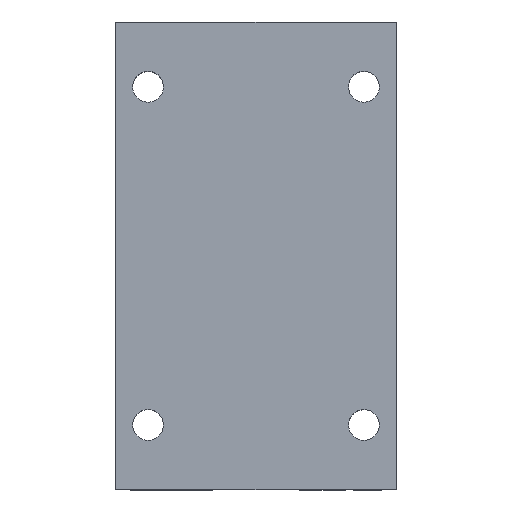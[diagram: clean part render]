
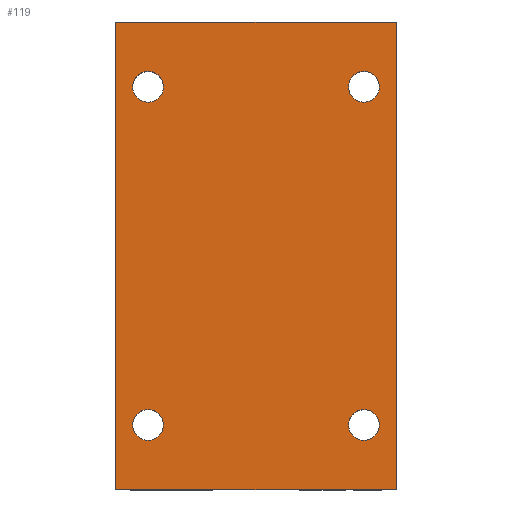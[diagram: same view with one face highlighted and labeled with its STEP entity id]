
A CAD part, top view. The second image highlights one B-rep face of the part: STEP entity #119.
In plain terms, the highlighted planar face has unit normal (0, 0, 1).
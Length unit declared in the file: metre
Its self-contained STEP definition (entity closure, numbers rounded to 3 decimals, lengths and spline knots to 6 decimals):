
#119 = ADVANCED_FACE( '', ( #280, #281, #282, #283, #284 ), #285, .T. );
#280 = FACE_BOUND( '', #495, .T. );
#281 = FACE_BOUND( '', #496, .T. );
#282 = FACE_OUTER_BOUND( '', #497, .T. );
#283 = FACE_BOUND( '', #498, .T. );
#284 = FACE_BOUND( '', #499, .T. );
#285 = PLANE( '', #500 );
#495 = EDGE_LOOP( '', ( #815 ) );
#496 = EDGE_LOOP( '', ( #816 ) );
#497 = EDGE_LOOP( '', ( #817, #818, #819, #820 ) );
#498 = EDGE_LOOP( '', ( #821 ) );
#499 = EDGE_LOOP( '', ( #822 ) );
#500 = AXIS2_PLACEMENT_3D( '', #823, #824, #825 );
#815 = ORIENTED_EDGE( '', *, *, #1320, .T. );
#816 = ORIENTED_EDGE( '', *, *, #1321, .T. );
#817 = ORIENTED_EDGE( '', *, *, #1322, .F. );
#818 = ORIENTED_EDGE( '', *, *, #1323, .F. );
#819 = ORIENTED_EDGE( '', *, *, #1242, .T. );
#820 = ORIENTED_EDGE( '', *, *, #1263, .T. );
#821 = ORIENTED_EDGE( '', *, *, #1324, .T. );
#822 = ORIENTED_EDGE( '', *, *, #1302, .T. );
#823 = CARTESIAN_POINT( '', ( -0.039, -0.065, 0.04 ) );
#824 = DIRECTION( '', ( 0., 0., 1. ) );
#825 = DIRECTION( '', ( 1., 0., 0. ) );
#1242 = EDGE_CURVE( '', #1488, #1486, #1489, .T. );
#1263 = EDGE_CURVE( '', #1486, #1525, #1527, .T. );
#1302 = EDGE_CURVE( '', #1590, #1590, #1591, .T. );
#1320 = EDGE_CURVE( '', #1619, #1619, #1620, .T. );
#1321 = EDGE_CURVE( '', #1621, #1621, #1622, .T. );
#1322 = EDGE_CURVE( '', #1623, #1525, #1624, .T. );
#1323 = EDGE_CURVE( '', #1488, #1623, #1625, .T. );
#1324 = EDGE_CURVE( '', #1626, #1626, #1627, .T. );
#1486 = VERTEX_POINT( '', #1840 );
#1488 = VERTEX_POINT( '', #1843 );
#1489 = LINE( '', #1844, #1845 );
#1525 = VERTEX_POINT( '', #1895 );
#1527 = LINE( '', #1898, #1899 );
#1590 = VERTEX_POINT( '', #1987 );
#1591 = CIRCLE( '', #1988, 0.0043 );
#1619 = VERTEX_POINT( '', #2024 );
#1620 = CIRCLE( '', #2025, 0.0043 );
#1621 = VERTEX_POINT( '', #2026 );
#1622 = CIRCLE( '', #2027, 0.0043 );
#1623 = VERTEX_POINT( '', #2028 );
#1624 = LINE( '', #2029, #2030 );
#1625 = LINE( '', #2031, #2032 );
#1626 = VERTEX_POINT( '', #2033 );
#1627 = CIRCLE( '', #2034, 0.0043 );
#1840 = CARTESIAN_POINT( '', ( 0.039, -0.065, 0.04 ) );
#1843 = CARTESIAN_POINT( '', ( -0.039, -0.065, 0.04 ) );
#1844 = CARTESIAN_POINT( '', ( -0.039, -0.065, 0.04 ) );
#1845 = VECTOR( '', #2433, 1. );
#1895 = CARTESIAN_POINT( '', ( 0.039, 0.065, 0.04 ) );
#1898 = CARTESIAN_POINT( '', ( 0.039, -0.065, 0.04 ) );
#1899 = VECTOR( '', #2458, 1. );
#1987 = CARTESIAN_POINT( '', ( -0.0257, -0.047, 0.04 ) );
#1988 = AXIS2_PLACEMENT_3D( '', #2502, #2503, #2504 );
#2024 = CARTESIAN_POINT( '', ( -0.0257, 0.047, 0.04 ) );
#2025 = AXIS2_PLACEMENT_3D( '', #2528, #2529, #2530 );
#2026 = CARTESIAN_POINT( '', ( 0.0343, 0.047, 0.04 ) );
#2027 = AXIS2_PLACEMENT_3D( '', #2531, #2532, #2533 );
#2028 = CARTESIAN_POINT( '', ( -0.039, 0.065, 0.04 ) );
#2029 = CARTESIAN_POINT( '', ( -0.039, 0.065, 0.04 ) );
#2030 = VECTOR( '', #2534, 1. );
#2031 = CARTESIAN_POINT( '', ( -0.039, -0.065, 0.04 ) );
#2032 = VECTOR( '', #2535, 1. );
#2033 = CARTESIAN_POINT( '', ( 0.0343, -0.047, 0.04 ) );
#2034 = AXIS2_PLACEMENT_3D( '', #2536, #2537, #2538 );
#2433 = DIRECTION( '', ( 1., 0., 0. ) );
#2458 = DIRECTION( '', ( 0., 1., 0. ) );
#2502 = CARTESIAN_POINT( '', ( -0.03, -0.047, 0.04 ) );
#2503 = DIRECTION( '', ( 0., 0., -1. ) );
#2504 = DIRECTION( '', ( 1., 0., 0. ) );
#2528 = CARTESIAN_POINT( '', ( -0.03, 0.047, 0.04 ) );
#2529 = DIRECTION( '', ( 0., 0., -1. ) );
#2530 = DIRECTION( '', ( 1., 0., 0. ) );
#2531 = CARTESIAN_POINT( '', ( 0.03, 0.047, 0.04 ) );
#2532 = DIRECTION( '', ( 0., 0., -1. ) );
#2533 = DIRECTION( '', ( 1., 0., 0. ) );
#2534 = DIRECTION( '', ( 1., 0., 0. ) );
#2535 = DIRECTION( '', ( 0., 1., 0. ) );
#2536 = CARTESIAN_POINT( '', ( 0.03, -0.047, 0.04 ) );
#2537 = DIRECTION( '', ( 0., 0., -1. ) );
#2538 = DIRECTION( '', ( 1., 0., 0. ) );
